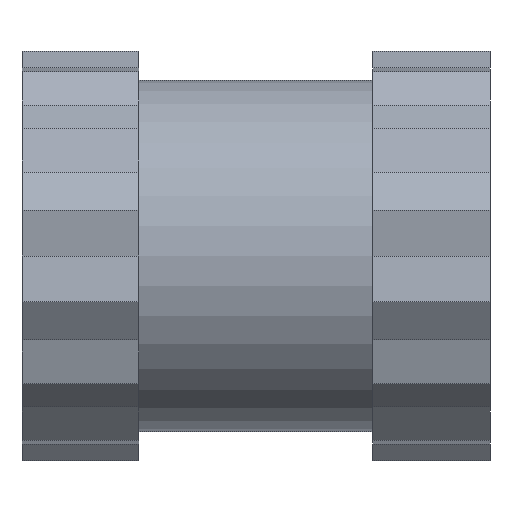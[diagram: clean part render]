
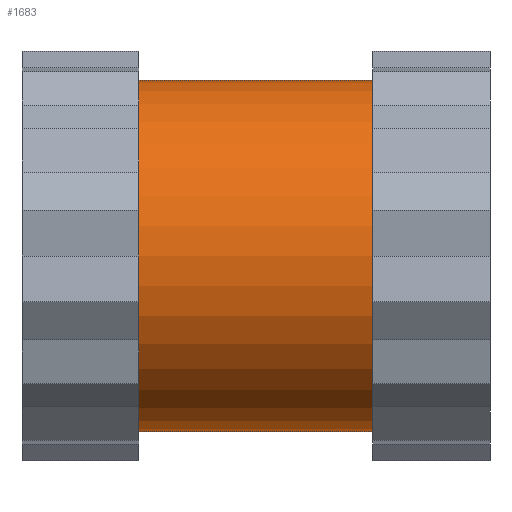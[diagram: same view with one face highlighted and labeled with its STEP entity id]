
A CAD part, left-side view. The second image highlights one B-rep face of the part: STEP entity #1683.
In plain terms, the highlighted cylindrical face has radius 1.5 mm (diameter 3 mm), a full revolution.
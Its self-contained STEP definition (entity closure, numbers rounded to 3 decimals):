
#163=FACE_OUTER_BOUND('',#250,.T.);
#250=EDGE_LOOP('',(#1513,#1514,#1515,#1516));
#259=CIRCLE('',#1784,1.5);
#260=CIRCLE('',#1786,1.5);
#497=LINE('',#4098,#686);
#686=VECTOR('',#2153,1.5);
#847=VERTEX_POINT('',#4093);
#848=VERTEX_POINT('',#4096);
#1089=EDGE_CURVE('',#847,#847,#259,.T.);
#1090=EDGE_CURVE('',#848,#848,#260,.T.);
#1091=EDGE_CURVE('',#848,#847,#497,.T.);
#1513=ORIENTED_EDGE('',*,*,#1090,.F.);
#1514=ORIENTED_EDGE('',*,*,#1091,.T.);
#1515=ORIENTED_EDGE('',*,*,#1089,.T.);
#1516=ORIENTED_EDGE('',*,*,#1091,.F.);
#1600=CYLINDRICAL_SURFACE('',#1785,1.5);
#1683=ADVANCED_FACE('',(#163),#1600,.T.);
#1784=AXIS2_PLACEMENT_3D('',#4094,#2147,#2148);
#1785=AXIS2_PLACEMENT_3D('',#4095,#2149,#2150);
#1786=AXIS2_PLACEMENT_3D('',#4097,#2151,#2152);
#2147=DIRECTION('center_axis',(0.,-1.,0.));
#2148=DIRECTION('ref_axis',(1.,0.,0.));
#2149=DIRECTION('center_axis',(0.,-1.,0.));
#2150=DIRECTION('ref_axis',(0.,0.,-1.));
#2151=DIRECTION('center_axis',(0.,-1.,0.));
#2152=DIRECTION('ref_axis',(1.,0.,0.));
#2153=DIRECTION('',(0.,1.,0.));
#4093=CARTESIAN_POINT('',(0.,1.,1.5));
#4094=CARTESIAN_POINT('Origin',(0.,1.,0.));
#4095=CARTESIAN_POINT('Origin',(0.,0.,0.));
#4096=CARTESIAN_POINT('',(0.,-1.,1.5));
#4097=CARTESIAN_POINT('Origin',(0.,-1.,0.));
#4098=CARTESIAN_POINT('',(0.,0.,1.5));
